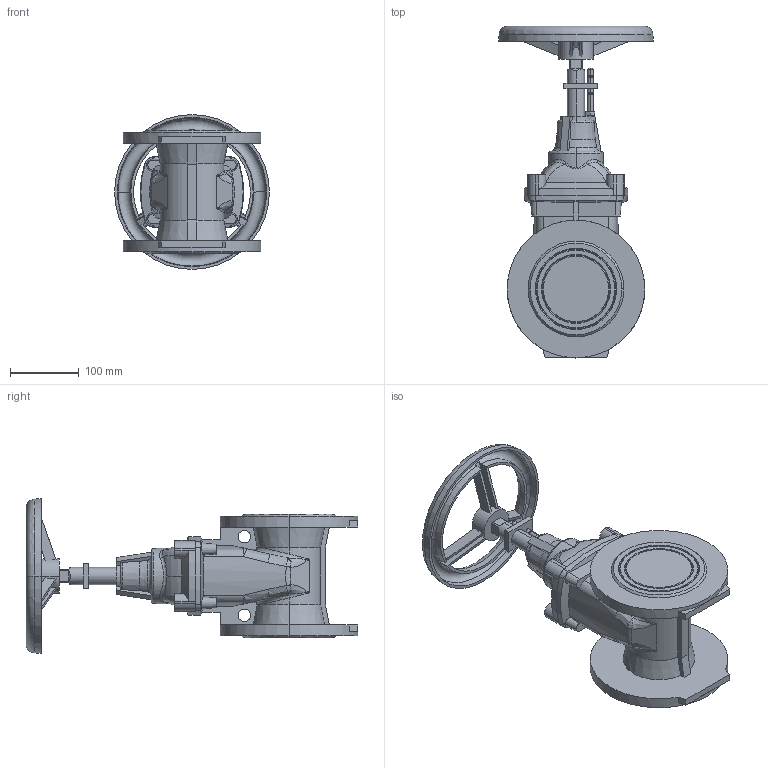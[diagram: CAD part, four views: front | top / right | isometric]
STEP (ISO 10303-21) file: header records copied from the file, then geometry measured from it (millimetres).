
FILE_DESCRIPTION (( 'STEP AP203' ), '1' );
FILE_NAME ('0608035016.STEP', '2014-05-30T07:00:58', ( '' ), ( '' ), 'SwSTEP 2.0', 'SolidWorks 2012', '' );
FILE_SCHEMA (( 'CONFIG_CONTROL_DESIGN' ));
Length unit declared in the file: millimetre
Products named in the file (1): 0608035016
Bounding box: 225 x 481.95 x 225 mm (x, y, z)
Volume: 4225491.8 mm3; surface area: 370360.9 mm2
Topology: 1 solids, 1 shells, 388 faces, 1003 edges, 617 vertices
Faces by surface type: plane 134, cone 88, cylinder 74, bspline 54, torus 36, sphere 2
Entity records: 15442 total; most frequent: CARTESIAN_POINT 6592, ORIENTED_EDGE 1982, DIRECTION 1706, EDGE_CURVE 991, AXIS2_PLACEMENT_3D 696, VERTEX_POINT 617, EDGE_LOOP 412, ADVANCED_FACE 388
